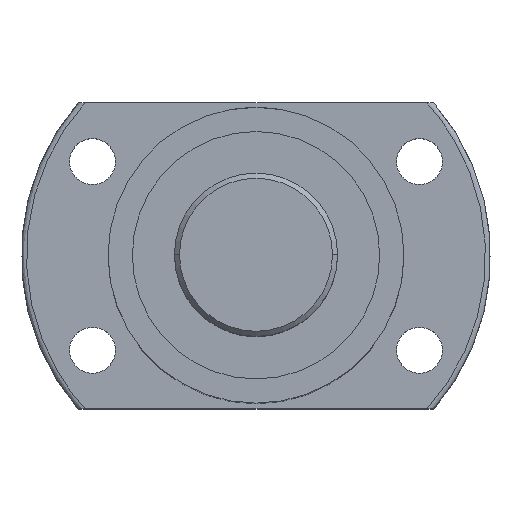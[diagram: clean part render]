
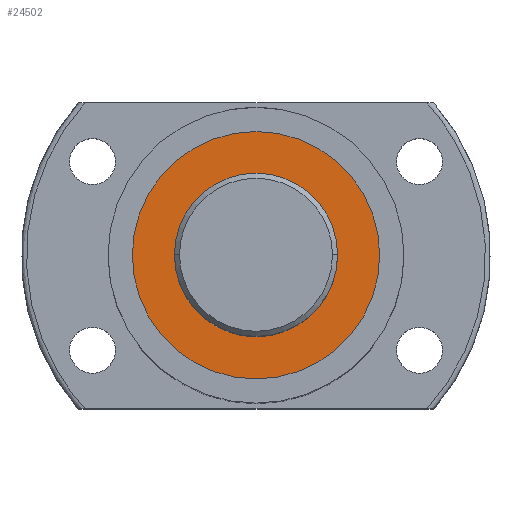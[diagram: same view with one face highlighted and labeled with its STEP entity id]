
A CAD part, top view. The second image highlights one B-rep face of the part: STEP entity #24502.
In plain terms, the highlighted planar face has unit normal (0, 0, 1).
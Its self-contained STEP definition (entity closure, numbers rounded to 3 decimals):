
#782 = AXIS2_PLACEMENT_3D ( 'NONE', #9355, #13892, #11490 ) ;
#1277 = ORIENTED_EDGE ( 'NONE', *, *, #26049, .F. ) ;
#1729 = CIRCLE ( 'NONE', #782, 24.25 ) ;
#3740 = CIRCLE ( 'NONE', #21663, 16. ) ;
#5909 = DIRECTION ( 'NONE',  ( -1., 0., 0. ) ) ;
#7784 = ORIENTED_EDGE ( 'NONE', *, *, #9516, .F. ) ;
#8048 = CARTESIAN_POINT ( 'NONE',  ( 0., 83.292, 244.804 ) ) ;
#8166 = FACE_OUTER_BOUND ( 'NONE', #16672, .T. ) ;
#8295 = CARTESIAN_POINT ( 'NONE',  ( 16., 83.292, 244.804 ) ) ;
#8562 = CARTESIAN_POINT ( 'NONE',  ( 0., 99.292, 244.804 ) ) ;
#8799 = CIRCLE ( 'NONE', #19015, 24.25 ) ;
#9355 = CARTESIAN_POINT ( 'NONE',  ( 0., 83.292, 244.804 ) ) ;
#9516 = EDGE_CURVE ( 'NONE', #15278, #10950, #1729, .T. ) ;
#9627 = CARTESIAN_POINT ( 'NONE',  ( -16., 83.292, 244.804 ) ) ;
#10803 = DIRECTION ( 'NONE',  ( -1., 0., 0. ) ) ;
#10950 = VERTEX_POINT ( 'NONE', #27217 ) ;
#11490 = DIRECTION ( 'NONE',  ( -1., 0., 0. ) ) ;
#12119 = DIRECTION ( 'NONE',  ( -1., 0., 0. ) ) ;
#13007 = PLANE ( 'NONE',  #17063 ) ;
#13583 = EDGE_CURVE ( 'NONE', #27919, #14227, #26712, .T. ) ;
#13892 = DIRECTION ( 'NONE',  ( 0., 0., -1. ) ) ;
#14227 = VERTEX_POINT ( 'NONE', #8295 ) ;
#15278 = VERTEX_POINT ( 'NONE', #24108 ) ;
#15396 = EDGE_LOOP ( 'NONE', ( #19687, #1277 ) ) ;
#15647 = AXIS2_PLACEMENT_3D ( 'NONE', #8048, #27866, #19161 ) ;
#16672 = EDGE_LOOP ( 'NONE', ( #24447, #7784 ) ) ;
#16690 = DIRECTION ( 'NONE',  ( 0., 0., -1. ) ) ;
#16867 = CARTESIAN_POINT ( 'NONE',  ( 0., 83.292, 244.804 ) ) ;
#16959 = EDGE_CURVE ( 'NONE', #10950, #15278, #8799, .T. ) ;
#17063 = AXIS2_PLACEMENT_3D ( 'NONE', #8562, #23706, #10803 ) ;
#18603 = CARTESIAN_POINT ( 'NONE',  ( 0., 83.292, 244.804 ) ) ;
#19015 = AXIS2_PLACEMENT_3D ( 'NONE', #18603, #16690, #5909 ) ;
#19161 = DIRECTION ( 'NONE',  ( -1., 0., 0. ) ) ;
#19687 = ORIENTED_EDGE ( 'NONE', *, *, #13583, .F. ) ;
#20574 = FACE_BOUND ( 'NONE', #15396, .T. ) ;
#21663 = AXIS2_PLACEMENT_3D ( 'NONE', #16867, #27884, #12119 ) ;
#23706 = DIRECTION ( 'NONE',  ( 0., 0., -1. ) ) ;
#24108 = CARTESIAN_POINT ( 'NONE',  ( 24.25, 83.292, 244.804 ) ) ;
#24447 = ORIENTED_EDGE ( 'NONE', *, *, #16959, .F. ) ;
#24502 = ADVANCED_FACE ( 'NONE', ( #20574, #8166 ), #13007, .F. ) ;
#26049 = EDGE_CURVE ( 'NONE', #14227, #27919, #3740, .T. ) ;
#26712 = CIRCLE ( 'NONE', #15647, 16. ) ;
#27217 = CARTESIAN_POINT ( 'NONE',  ( -24.25, 83.292, 244.804 ) ) ;
#27866 = DIRECTION ( 'NONE',  ( 0., 0., 1. ) ) ;
#27884 = DIRECTION ( 'NONE',  ( 0., 0., 1. ) ) ;
#27919 = VERTEX_POINT ( 'NONE', #9627 ) ;
